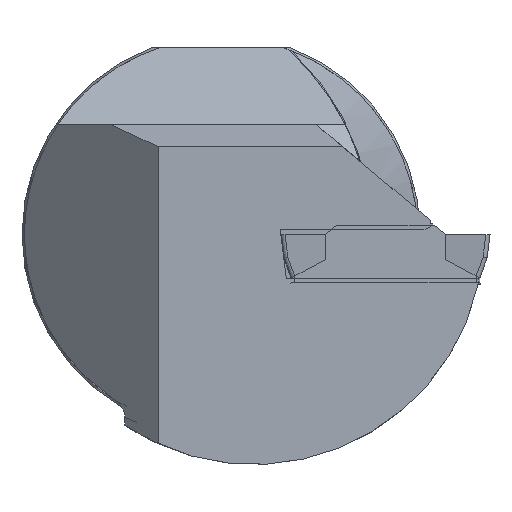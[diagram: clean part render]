
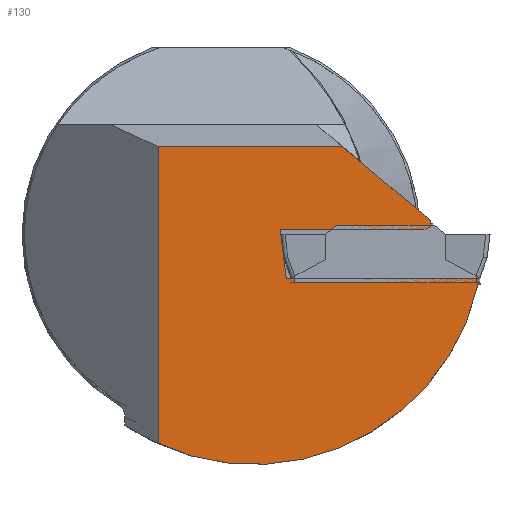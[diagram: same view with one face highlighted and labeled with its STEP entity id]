
A CAD part, left-side view. The second image highlights one B-rep face of the part: STEP entity #130.
In plain terms, the highlighted planar face has unit normal (-1, 0, 0).
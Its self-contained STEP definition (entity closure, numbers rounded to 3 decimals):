
#130=ADVANCED_FACE('',(#239),#197,.T.);
#197=PLANE('',#1276);
#239=FACE_OUTER_BOUND('',#305,.T.);
#305=EDGE_LOOP('',(#400,#401,#402,#403,#404,#405,#406,#407,#408));
#376=CIRCLE('',#1274,0.6);
#377=CIRCLE('',#1275,23.1);
#400=ORIENTED_EDGE('',*,*,#875,.F.);
#401=ORIENTED_EDGE('',*,*,#876,.F.);
#402=ORIENTED_EDGE('',*,*,#877,.F.);
#403=ORIENTED_EDGE('',*,*,#878,.T.);
#404=ORIENTED_EDGE('',*,*,#879,.F.);
#405=ORIENTED_EDGE('',*,*,#880,.T.);
#406=ORIENTED_EDGE('',*,*,#881,.F.);
#407=ORIENTED_EDGE('',*,*,#882,.T.);
#408=ORIENTED_EDGE('',*,*,#883,.F.);
#758=VERTEX_POINT('',#1755);
#759=VERTEX_POINT('',#1756);
#760=VERTEX_POINT('',#1758);
#761=VERTEX_POINT('',#1760);
#762=VERTEX_POINT('',#1762);
#763=VERTEX_POINT('',#1764);
#764=VERTEX_POINT('',#1766);
#765=VERTEX_POINT('',#1768);
#766=VERTEX_POINT('',#1770);
#875=EDGE_CURVE('',#758,#759,#1049,.T.);
#876=EDGE_CURVE('',#760,#758,#1050,.T.);
#877=EDGE_CURVE('',#761,#760,#376,.T.);
#878=EDGE_CURVE('',#761,#762,#1051,.T.);
#879=EDGE_CURVE('',#763,#762,#1052,.T.);
#880=EDGE_CURVE('',#763,#764,#1053,.T.);
#881=EDGE_CURVE('',#765,#764,#377,.T.);
#882=EDGE_CURVE('',#765,#766,#1054,.T.);
#883=EDGE_CURVE('',#759,#766,#1055,.T.);
#1049=LINE('',#1754,#1160);
#1050=LINE('',#1757,#1161);
#1051=LINE('',#1761,#1162);
#1052=LINE('',#1763,#1163);
#1053=LINE('',#1765,#1164);
#1054=LINE('',#1769,#1165);
#1055=LINE('',#1771,#1166);
#1160=VECTOR('',#1405,1.);
#1161=VECTOR('',#1406,1.);
#1162=VECTOR('',#1409,1.);
#1163=VECTOR('',#1410,1.);
#1164=VECTOR('',#1411,1.);
#1165=VECTOR('',#1414,1.);
#1166=VECTOR('',#1415,1.);
#1274=AXIS2_PLACEMENT_3D('',#1759,#1407,#1408);
#1275=AXIS2_PLACEMENT_3D('',#1767,#1412,#1413);
#1276=AXIS2_PLACEMENT_3D('',#1772,#1416,#1417);
#1405=DIRECTION('',(0.,-0.122,-0.993));
#1406=DIRECTION('',(0.,1.,0.));
#1407=DIRECTION('',(1.,0.,0.));
#1408=DIRECTION('',(0.,-1.,0.));
#1409=DIRECTION('',(0.,0.766,0.643));
#1410=DIRECTION('',(0.,-1.,0.));
#1411=DIRECTION('',(0.,0.,-1.));
#1412=DIRECTION('',(1.,0.,0.));
#1413=DIRECTION('',(0.,0.,1.));
#1414=DIRECTION('',(0.,-0.122,0.993));
#1415=DIRECTION('',(0.,-1.,0.));
#1416=DIRECTION('',(-1.,0.,0.));
#1417=DIRECTION('',(0.,0.,1.));
#1754=CARTESIAN_POINT('',(0.325,-6.382,-3.112));
#1755=CARTESIAN_POINT('',(0.325,-5.932,0.551));
#1756=CARTESIAN_POINT('',(0.325,-6.547,-4.451));
#1757=CARTESIAN_POINT('',(0.325,-12.429,0.551));
#1758=CARTESIAN_POINT('',(0.325,-20.473,0.551));
#1759=CARTESIAN_POINT('',(0.325,-20.473,1.151));
#1760=CARTESIAN_POINT('',(0.325,-21.01,1.418));
#1761=CARTESIAN_POINT('',(0.325,-9.379,11.178));
#1762=CARTESIAN_POINT('',(0.325,-12.189,8.82));
#1763=CARTESIAN_POINT('',(0.325,0.,8.82));
#1764=CARTESIAN_POINT('',(0.325,6.325,8.82));
#1765=CARTESIAN_POINT('',(0.325,6.325,0.));
#1766=CARTESIAN_POINT('',(0.325,6.325,-21.022));
#1767=CARTESIAN_POINT('',(0.325,-3.25,0.));
#1768=CARTESIAN_POINT('',(0.325,-25.769,-5.146));
#1769=CARTESIAN_POINT('',(0.325,-26.009,-3.194));
#1770=CARTESIAN_POINT('',(0.325,-25.855,-4.451));
#1771=CARTESIAN_POINT('',(0.325,-27.,-4.451));
#1772=CARTESIAN_POINT('',(0.325,0.,0.));
